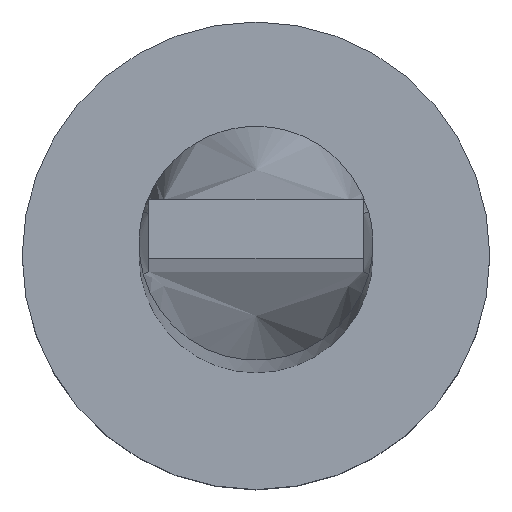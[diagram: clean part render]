
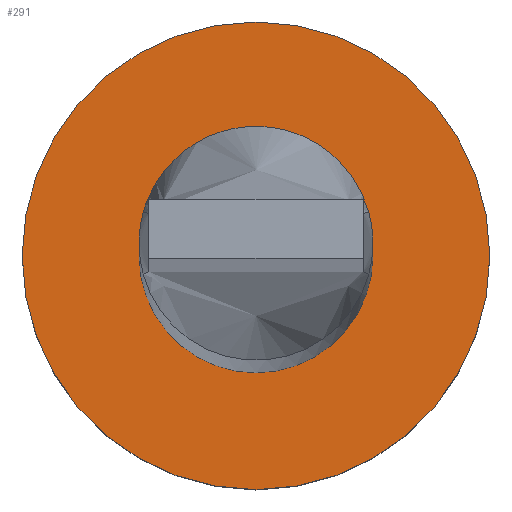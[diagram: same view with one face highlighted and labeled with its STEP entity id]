
A CAD part, top view. The second image highlights one B-rep face of the part: STEP entity #291.
In plain terms, the highlighted planar face has unit normal (0, 0, 1).
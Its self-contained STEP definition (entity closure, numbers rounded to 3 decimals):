
#2 = CARTESIAN_POINT ( 'NONE',  ( 0., 0., 5. ) ) ;
#4 = VERTEX_POINT ( 'NONE', #520 ) ;
#34 = CARTESIAN_POINT ( 'NONE',  ( 0., 0., 5. ) ) ;
#46 = EDGE_CURVE ( 'NONE', #4, #443, #249, .T. ) ;
#53 = DIRECTION ( 'NONE',  ( 0., 0., 1. ) ) ;
#72 = CARTESIAN_POINT ( 'NONE',  ( 6., 0., 5. ) ) ;
#81 = CIRCLE ( 'NONE', #402, 6. ) ;
#82 = AXIS2_PLACEMENT_3D ( 'NONE', #2, #219, #100 ) ;
#87 = EDGE_CURVE ( 'NONE', #440, #349, #169, .T. ) ;
#93 = CARTESIAN_POINT ( 'NONE',  ( 0., 0., 5. ) ) ;
#100 = DIRECTION ( 'NONE',  ( 1., 0., 0. ) ) ;
#103 = EDGE_CURVE ( 'NONE', #349, #440, #434, .T. ) ;
#132 = DIRECTION ( 'NONE',  ( 1., 0., 0. ) ) ;
#134 = ORIENTED_EDGE ( 'NONE', *, *, #577, .T. ) ;
#159 = CARTESIAN_POINT ( 'NONE',  ( 0., 0., 5. ) ) ;
#169 = CIRCLE ( 'NONE', #395, 3. ) ;
#170 = AXIS2_PLACEMENT_3D ( 'NONE', #403, #53, #445 ) ;
#181 = DIRECTION ( 'NONE',  ( 0., 0., 1. ) ) ;
#202 = EDGE_LOOP ( 'NONE', ( #323, #134 ) ) ;
#219 = DIRECTION ( 'NONE',  ( 0., 0., 1. ) ) ;
#249 = CIRCLE ( 'NONE', #170, 6. ) ;
#255 = DIRECTION ( 'NONE',  ( 0., 0., 1. ) ) ;
#291 = ADVANCED_FACE ( 'NONE', ( #462, #406 ), #415, .T. ) ;
#316 = ORIENTED_EDGE ( 'NONE', *, *, #87, .F. ) ;
#319 = DIRECTION ( 'NONE',  ( 0., 0., 1. ) ) ;
#323 = ORIENTED_EDGE ( 'NONE', *, *, #46, .T. ) ;
#336 = EDGE_LOOP ( 'NONE', ( #316, #552 ) ) ;
#349 = VERTEX_POINT ( 'NONE', #373 ) ;
#373 = CARTESIAN_POINT ( 'NONE',  ( 3., 0., 5. ) ) ;
#395 = AXIS2_PLACEMENT_3D ( 'NONE', #93, #319, #132 ) ;
#402 = AXIS2_PLACEMENT_3D ( 'NONE', #159, #255, #431 ) ;
#403 = CARTESIAN_POINT ( 'NONE',  ( 0., 0., 5. ) ) ;
#406 = FACE_OUTER_BOUND ( 'NONE', #202, .T. ) ;
#415 = PLANE ( 'NONE',  #507 ) ;
#431 = DIRECTION ( 'NONE',  ( 1., 0., 0. ) ) ;
#434 = CIRCLE ( 'NONE', #82, 3. ) ;
#440 = VERTEX_POINT ( 'NONE', #559 ) ;
#443 = VERTEX_POINT ( 'NONE', #72 ) ;
#445 = DIRECTION ( 'NONE',  ( 1., 0., 0. ) ) ;
#462 = FACE_BOUND ( 'NONE', #336, .T. ) ;
#507 = AXIS2_PLACEMENT_3D ( 'NONE', #34, #181, #527 ) ;
#520 = CARTESIAN_POINT ( 'NONE',  ( -6., 0., 5. ) ) ;
#527 = DIRECTION ( 'NONE',  ( 1., 0., 0. ) ) ;
#552 = ORIENTED_EDGE ( 'NONE', *, *, #103, .F. ) ;
#559 = CARTESIAN_POINT ( 'NONE',  ( -3., 0., 5. ) ) ;
#577 = EDGE_CURVE ( 'NONE', #443, #4, #81, .T. ) ;
